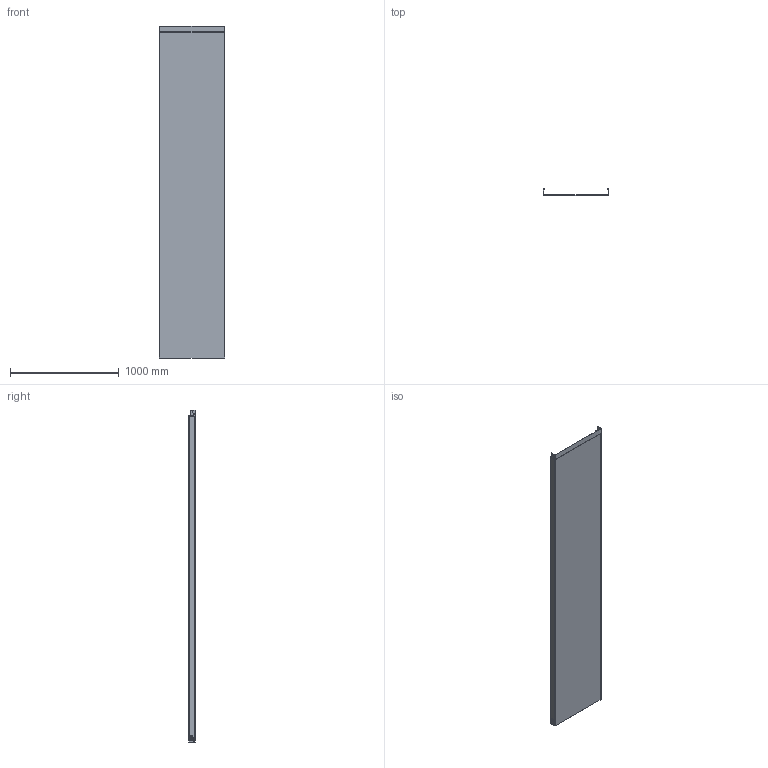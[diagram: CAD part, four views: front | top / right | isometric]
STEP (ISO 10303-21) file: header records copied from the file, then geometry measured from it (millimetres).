
FILE_DESCRIPTION (( 'STEP AP214' ), '1' );
FILE_NAME ('6059734.STEP', '2025-08-22T12:38:23', ( '' ), ( '' ), 'SwSTEP 2.0', 'SolidWorks 2024', '' );
FILE_SCHEMA (( 'AUTOMOTIVE_DESIGN' ));
Length unit declared in the file: millimetre
Products named in the file (1): 6059734
Bounding box: 604.5 x 63.25 x 3050 mm (x, y, z)
Volume: 3398709.1 mm3; surface area: 4548424.4 mm2
Topology: 1 solids, 1 shells, 252 faces, 678 edges, 428 vertices
Faces by surface type: plane 116, cylinder 102, bspline 20, cone 6, torus 4, sphere 4
Entity records: 8463 total; most frequent: CARTESIAN_POINT 2101, ORIENTED_EDGE 1356, DIRECTION 1306, EDGE_CURVE 678, AXIS2_PLACEMENT_3D 449, VERTEX_POINT 428, LINE 408, VECTOR 408
